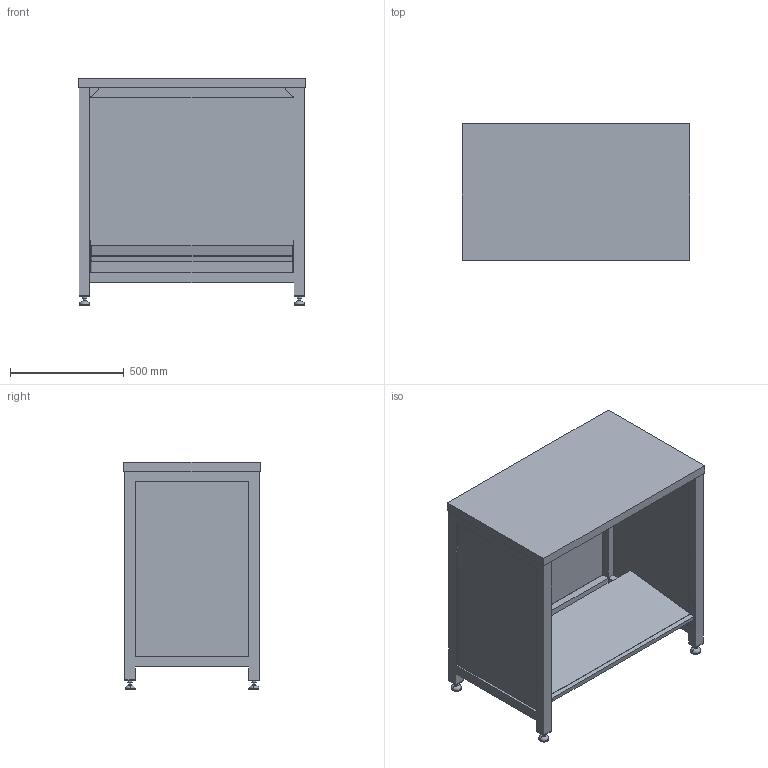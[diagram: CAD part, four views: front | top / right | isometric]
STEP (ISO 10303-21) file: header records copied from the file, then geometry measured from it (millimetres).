
FILE_DESCRIPTION(('no description'),'unknown implementation level');
FILE_NAME('Simple_sides_footrest_3842998110-WORKSTATION.stp',' ',('Bosch Rexroth AG'),('CADClick - KiM GmbH - www.kimweb.de'),'unknown preprocess','ACIS','unknown authorization');
FILE_SCHEMA(('automotive_design'));
Length unit declared in the file: millimetre
Products named in the file (4): 1; 2; 3; 4
Bounding box: 1000 x 600 x 1000 mm (x, y, z)
Volume: 51021354.3 mm3; surface area: 6409329.4 mm2
Topology: 4 solids, 8 shells, 360 faces, 872 edges, 542 vertices
Faces by surface type: plane 220, cylinder 84, cone 48, torus 8
Entity records: 20619 total; most frequent: CARTESIAN_POINT 2278, STYLED_ITEM 1778, PRESENTATION_STYLE_ASSIGNMENT 1778, COLOUR_RGB 1778, ORIENTED_EDGE 1744, DIRECTION 1732, EDGE_CURVE 872, CURVE_STYLE 872
